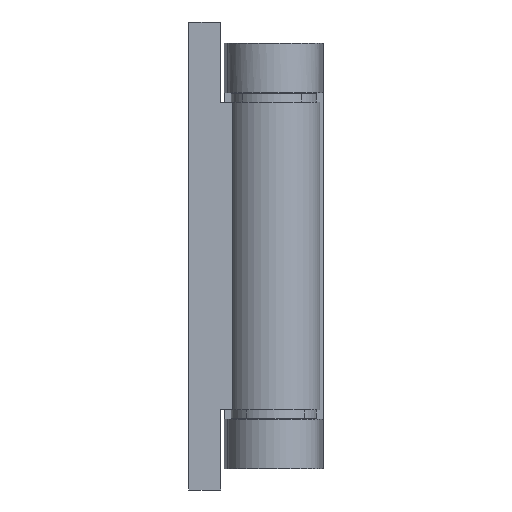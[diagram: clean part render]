
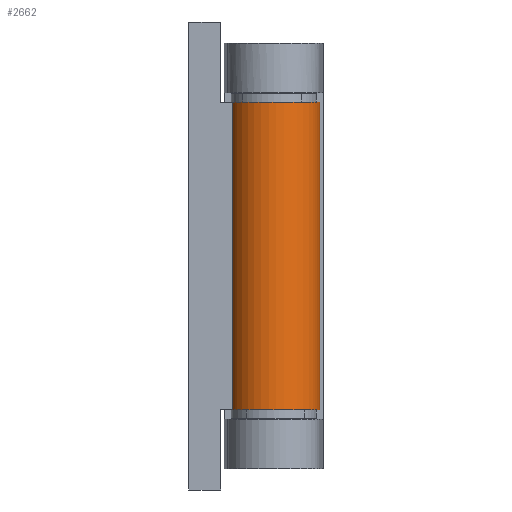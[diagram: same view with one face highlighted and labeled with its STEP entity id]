
A CAD part, front view. The second image highlights one B-rep face of the part: STEP entity #2662.
In plain terms, the highlighted free-form (B-spline) face has degree [1, 2] with [2, 7] control points.
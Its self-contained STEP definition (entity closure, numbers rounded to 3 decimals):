
#2476=CARTESIAN_POINT('',(-5.766,-3.,8.3));
#2477=VERTEX_POINT('',#2476);
#2492=CARTESIAN_POINT('',(0.,6.5,8.3));
#2493=VERTEX_POINT('',#2492);
#2499=CARTESIAN_POINT('',(5.557,-3.373,8.3));
#2500=VERTEX_POINT('',#2499);
#2501=CARTESIAN_POINT('',(0.,6.5,8.3));
#2502=CARTESIAN_POINT('',(0.502,6.5,8.3));
#2503=CARTESIAN_POINT('',(1.54,6.379,8.3));
#2504=CARTESIAN_POINT('',(2.911,5.87,8.3));
#2505=CARTESIAN_POINT('',(3.953,5.196,8.3));
#2506=CARTESIAN_POINT('',(4.752,4.473,8.3));
#2507=CARTESIAN_POINT('',(5.488,3.566,8.3));
#2508=CARTESIAN_POINT('',(6.054,2.478,8.3));
#2509=CARTESIAN_POINT('',(6.352,1.461,8.3));
#2510=CARTESIAN_POINT('',(6.501,0.522,8.3));
#2511=CARTESIAN_POINT('',(6.52,-0.611,8.3));
#2512=CARTESIAN_POINT('',(6.245,-2.01,8.3));
#2513=CARTESIAN_POINT('',(5.817,-2.944,8.3));
#2514=CARTESIAN_POINT('',(5.557,-3.373,8.3));
#2515=B_SPLINE_CURVE_WITH_KNOTS('',3,(#2501,#2502,#2503,#2504,#2505,#2506,#2507,#2508,#2509,#2510,#2511,#2512,#2513,#2514),.UNSPECIFIED.,.F.,.U.,(4,1,1,1,1,1,1,1,1,1,1,4),(0.,1.505,3.117,4.353,5.212,6.341,7.845,8.866,9.511,10.693,12.252,13.756),.UNSPECIFIED.);
#2516=EDGE_CURVE('',#2493,#2500,#2515,.T.);
#2518=CARTESIAN_POINT('',(5.557,-3.373,8.3));
#2519=CARTESIAN_POINT('',(5.399,-3.633,8.3));
#2520=CARTESIAN_POINT('',(5.004,-4.19,8.3));
#2521=CARTESIAN_POINT('',(4.352,-4.859,8.3));
#2522=CARTESIAN_POINT('',(3.582,-5.448,8.3));
#2523=CARTESIAN_POINT('',(2.661,-5.972,8.3));
#2524=CARTESIAN_POINT('',(1.536,-6.358,8.3));
#2525=CARTESIAN_POINT('',(0.45,-6.507,8.3));
#2526=CARTESIAN_POINT('',(-0.519,-6.5,8.3));
#2527=CARTESIAN_POINT('',(-1.319,-6.383,8.3));
#2528=CARTESIAN_POINT('',(-2.217,-6.132,8.3));
#2529=CARTESIAN_POINT('',(-3.174,-5.717,8.3));
#2530=CARTESIAN_POINT('',(-4.066,-5.108,8.3));
#2531=CARTESIAN_POINT('',(-5.002,-4.218,8.3));
#2532=CARTESIAN_POINT('',(-5.494,-3.524,8.3));
#2533=CARTESIAN_POINT('',(-5.766,-3.,8.3));
#2534=B_SPLINE_CURVE_WITH_KNOTS('',3,(#2518,#2519,#2520,#2521,#2522,#2523,#2524,#2525,#2526,#2527,#2528,#2529,#2530,#2531,#2532,#2533),.UNSPECIFIED.,.F.,.U.,(4,1,1,1,1,1,1,1,1,1,1,1,1,4),(0.,0.913,2.042,2.794,3.815,5.212,6.341,7.093,8.114,8.759,9.887,11.231,11.983,13.756),.UNSPECIFIED.);
#2535=EDGE_CURVE('',#2500,#2477,#2534,.T.);
#2553=CARTESIAN_POINT('',(-5.766,-3.,51.7));
#2554=VERTEX_POINT('',#2553);
#2562=CARTESIAN_POINT('',(5.557,-3.373,51.7));
#2563=VERTEX_POINT('',#2562);
#2564=CARTESIAN_POINT('',(5.557,-3.373,51.7));
#2565=CARTESIAN_POINT('',(5.352,-3.71,51.7));
#2566=CARTESIAN_POINT('',(4.892,-4.331,51.7));
#2567=CARTESIAN_POINT('',(4.134,-5.047,51.7));
#2568=CARTESIAN_POINT('',(3.265,-5.652,51.7));
#2569=CARTESIAN_POINT('',(2.39,-6.075,51.7));
#2570=CARTESIAN_POINT('',(1.358,-6.383,51.7));
#2571=CARTESIAN_POINT('',(0.378,-6.517,51.7));
#2572=CARTESIAN_POINT('',(-0.663,-6.492,51.7));
#2573=CARTESIAN_POINT('',(-1.848,-6.279,51.7));
#2574=CARTESIAN_POINT('',(-3.105,-5.777,51.7));
#2575=CARTESIAN_POINT('',(-4.255,-4.97,51.7));
#2576=CARTESIAN_POINT('',(-5.136,-4.045,51.7));
#2577=CARTESIAN_POINT('',(-5.576,-3.365,51.7));
#2578=CARTESIAN_POINT('',(-5.766,-3.,51.7));
#2579=B_SPLINE_CURVE_WITH_KNOTS('',3,(#2564,#2565,#2566,#2567,#2568,#2569,#2570,#2571,#2572,#2573,#2574,#2575,#2576,#2577,#2578),.UNSPECIFIED.,.F.,.U.,(4,1,1,1,1,1,1,1,1,1,1,1,4),(0.,1.182,2.311,3.117,4.353,5.212,6.341,7.308,8.329,9.941,11.338,12.52,13.756),.UNSPECIFIED.);
#2580=EDGE_CURVE('',#2563,#2554,#2579,.T.);
#2582=CARTESIAN_POINT('',(0.,6.5,51.7));
#2583=VERTEX_POINT('',#2582);
#2584=CARTESIAN_POINT('',(0.,6.5,51.7));
#2585=CARTESIAN_POINT('',(0.43,6.5,51.7));
#2586=CARTESIAN_POINT('',(1.2,6.423,51.7));
#2587=CARTESIAN_POINT('',(2.151,6.153,51.7));
#2588=CARTESIAN_POINT('',(2.991,5.793,51.7));
#2589=CARTESIAN_POINT('',(3.902,5.25,51.7));
#2590=CARTESIAN_POINT('',(4.814,4.431,51.7));
#2591=CARTESIAN_POINT('',(5.631,3.336,51.7));
#2592=CARTESIAN_POINT('',(6.205,2.111,51.7));
#2593=CARTESIAN_POINT('',(6.497,0.774,51.7));
#2594=CARTESIAN_POINT('',(6.52,-0.611,51.7));
#2595=CARTESIAN_POINT('',(6.245,-2.01,51.7));
#2596=CARTESIAN_POINT('',(5.817,-2.944,51.7));
#2597=CARTESIAN_POINT('',(5.557,-3.373,51.7));
#2598=B_SPLINE_CURVE_WITH_KNOTS('',3,(#2584,#2585,#2586,#2587,#2588,#2589,#2590,#2591,#2592,#2593,#2594,#2595,#2596,#2597),.UNSPECIFIED.,.F.,.U.,(4,1,1,1,1,1,1,1,1,1,1,4),(0.,1.29,2.311,2.955,4.03,5.481,6.609,8.114,9.511,10.693,12.252,13.756),.UNSPECIFIED.);
#2599=EDGE_CURVE('',#2583,#2563,#2598,.T.);
#2624=CARTESIAN_POINT('',(-5.843,-2.848,52.785));
#2625=CARTESIAN_POINT('',(-5.843,-2.848,7.188));
#2626=CARTESIAN_POINT('',(-3.353,-7.957,52.785));
#2627=CARTESIAN_POINT('',(-3.353,-7.957,7.188));
#2628=CARTESIAN_POINT('',(2.043,-6.171,52.785));
#2629=CARTESIAN_POINT('',(2.043,-6.171,7.188));
#2630=CARTESIAN_POINT('',(7.439,-4.384,52.785));
#2631=CARTESIAN_POINT('',(7.439,-4.384,7.188));
#2632=CARTESIAN_POINT('',(6.388,1.202,52.785));
#2633=CARTESIAN_POINT('',(6.388,1.202,7.188));
#2634=CARTESIAN_POINT('',(5.337,6.787,52.785));
#2635=CARTESIAN_POINT('',(5.337,6.787,7.188));
#2636=CARTESIAN_POINT('',(-0.339,6.491,52.785));
#2637=CARTESIAN_POINT('',(-0.339,6.491,7.188));
#2645=(BOUNDED_SURFACE()B_SPLINE_SURFACE(1,2,((#2624,#2626,#2628,#2630,#2632,#2634,#2636),(#2625,#2627,#2629,#2631,#2633,#2635,#2637)),.UNSPECIFIED.,.F.,.F.,.U.)B_SPLINE_SURFACE_WITH_KNOTS((2,2),(3,2,2,3),(0.0,45.597),(0.0,9.764,19.528,29.292),.UNSPECIFIED.)GEOMETRIC_REPRESENTATION_ITEM()RATIONAL_B_SPLINE_SURFACE(((1.0,0.753,1.0,0.753,1.0,0.753,1.0),(1.0,0.753,1.0,0.753,1.0,0.753,1.0)))REPRESENTATION_ITEM('')SURFACE());
#2646=ORIENTED_EDGE('',*,*,#2535,.F.);
#2647=ORIENTED_EDGE('',*,*,#2516,.F.);
#2648=CARTESIAN_POINT('',(0.,6.5,51.7));
#2649=CARTESIAN_POINT('',(0.,6.5,8.3));
#2650=QUASI_UNIFORM_CURVE('',1,(#2648,#2649),.UNSPECIFIED.,.F.,.U.);
#2651=EDGE_CURVE('',#2583,#2493,#2650,.T.);
#2652=ORIENTED_EDGE('',*,*,#2651,.F.);
#2653=ORIENTED_EDGE('',*,*,#2599,.T.);
#2654=ORIENTED_EDGE('',*,*,#2580,.T.);
#2655=CARTESIAN_POINT('',(-5.766,-3.,51.7));
#2656=CARTESIAN_POINT('',(-5.766,-3.,8.3));
#2657=QUASI_UNIFORM_CURVE('',1,(#2655,#2656),.UNSPECIFIED.,.F.,.U.);
#2658=EDGE_CURVE('',#2554,#2477,#2657,.T.);
#2659=ORIENTED_EDGE('',*,*,#2658,.T.);
#2660=EDGE_LOOP('',(#2646,#2647,#2652,#2653,#2654,#2659));
#2661=FACE_OUTER_BOUND('',#2660,.T.);
#2662=ADVANCED_FACE('',(#2661),#2645,.T.);
